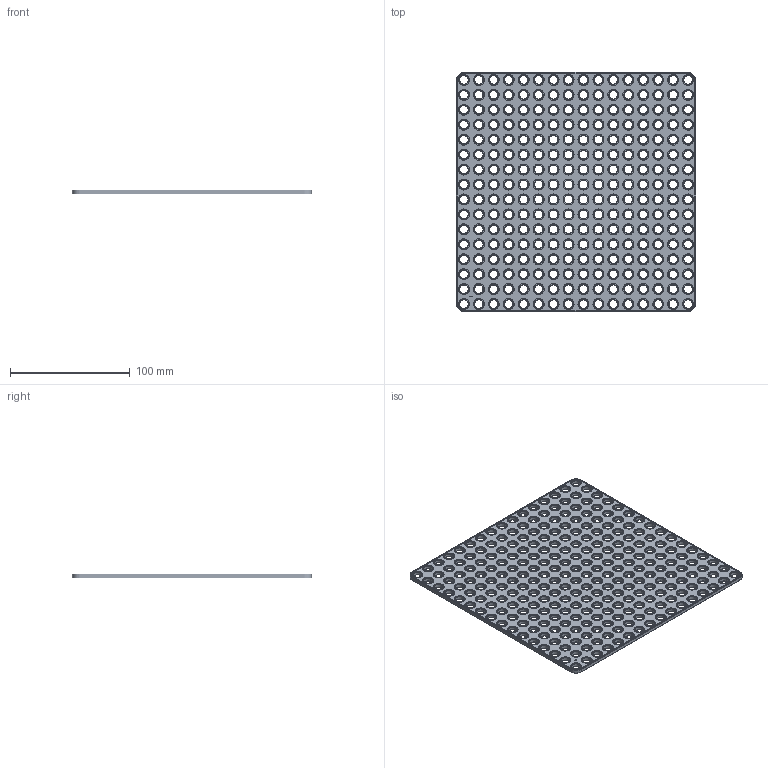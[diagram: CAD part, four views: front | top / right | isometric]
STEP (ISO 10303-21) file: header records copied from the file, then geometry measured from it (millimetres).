
FILE_DESCRIPTION(('FreeCAD Model'),'2;1');
FILE_NAME('Open CASCADE Shape Model','2024-01-31T15:17:21',(''),(''), 'Open CASCADE STEP processor 7.6','FreeCAD','Unknown');
FILE_SCHEMA(('AUTOMOTIVE_DESIGN { 1 0 10303 214 1 1 1 1 }'));
Products named in the file (1): Plate SQR CRNR BU16x00.25 - SPN-PLT-0051 (stemfie.org)
Bounding box: 200 x 200 x 3.12 mm (x, y, z)
Volume: 89098.6 mm3; surface area: 79729.1 mm2
Topology: 1 solids, 1 shells, 1759 faces, 3879 edges, 2410 vertices
Faces by surface type: plane 581, cylinder 520, cone 520, extrusion 138
Full cylindrical faces by diameter (mm): 7 x256, 9.2 x256
Entity records: 101815 total; most frequent: CARTESIAN_POINT 21976, DIRECTION 14827, VECTOR 7935, LINE 7797, ORIENTED_EDGE 7758, PCURVE 7758, DEFINITIONAL_REPRESENTATION 7758, EDGE_CURVE 3879
